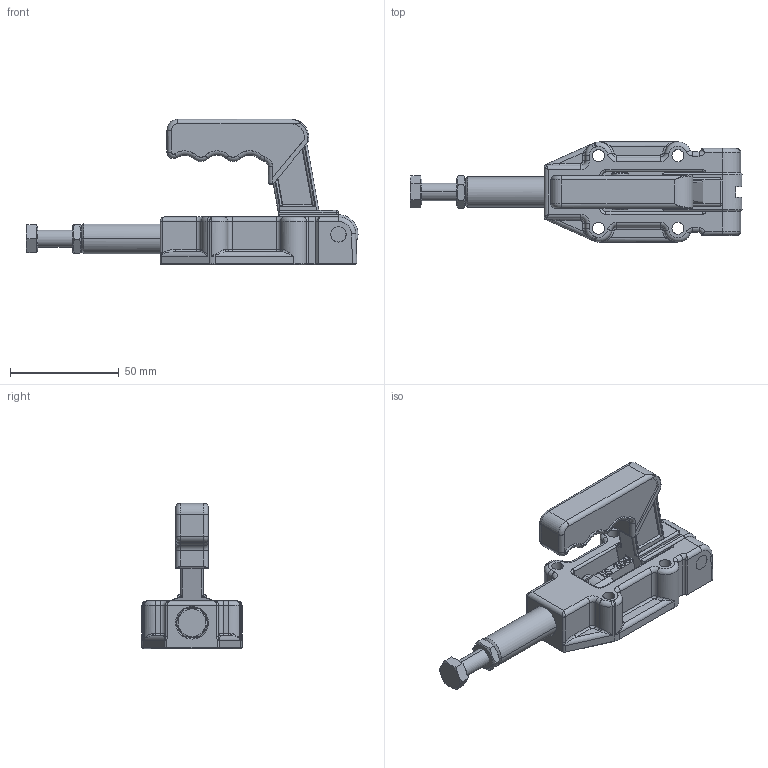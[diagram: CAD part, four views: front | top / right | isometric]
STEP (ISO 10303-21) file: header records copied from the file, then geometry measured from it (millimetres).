
FILE_DESCRIPTION (( 'STEP AP203' ), '1' );
FILE_NAME ('HS-30600 .STEP', '2023-02-10T08:46:01', ( '微软用户' ), ( '微软中国' ), 'SwSTEP 2.0', 'SolidWorks 2012', '' );
FILE_SCHEMA (( 'CONFIG_CONTROL_DESIGN' ));
Length unit declared in the file: millimetre
Products named in the file (9): HS-30600 ; 17种; hex thin nuts-grades ab-chamfered gb_GB_FASTENER_NUT_STNAB M8-N; hexagon head bolts-full thread gb_GB_FASTENER_BOLT_STBAB A M8X30-N; 忒參; 挴裝; 忒梟; 蟀裝; 菁釱
Assembly tree (11 placements, depth 2):
  HS-30600 
    菁釱
    蟀裝
    忒梟
    挴裝
    忒參
    hexagon head bolts-full thread gb_GB_FASTENER_BOLT_STBAB A M8X30-N
    hex thin nuts-grades ab-chamfered gb_GB_FASTENER_NUT_STNAB M8-N
    17种  x4
Bounding box: 152.54 x 46 x 66.95 mm (x, y, z)
Volume: 94875.5 mm3; surface area: 40147.5 mm2
Topology: 11 solids, 11 shells, 766 faces, 1895 edges, 1166 vertices
Faces by surface type: plane 236, bspline 184, cylinder 172, cone 92, torus 80, sphere 2
Entity records: 32992 total; most frequent: CARTESIAN_POINT 15615, ORIENTED_EDGE 3642, DIRECTION 3000, EDGE_CURVE 1821, VERTEX_POINT 1130, AXIS2_PLACEMENT_3D 1066, LINE 868, VECTOR 868
